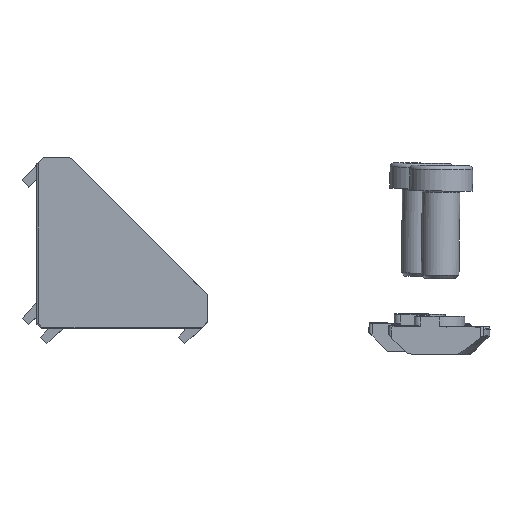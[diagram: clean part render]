
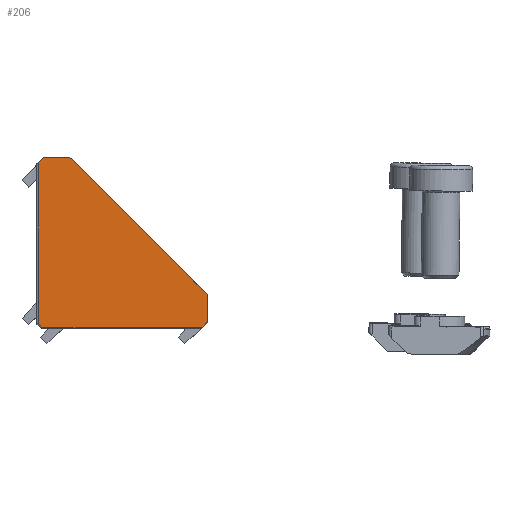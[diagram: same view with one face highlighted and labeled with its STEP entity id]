
A CAD part, top view. The second image highlights one B-rep face of the part: STEP entity #206.
In plain terms, the highlighted face is planar.
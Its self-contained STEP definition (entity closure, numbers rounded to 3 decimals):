
#36 = VECTOR ( 'NONE', #5260, 1000. ) ;
#114 = CARTESIAN_POINT ( 'NONE',  ( -5.62, 26.907, -14. ) ) ;
#206 = ADVANCED_FACE ( 'NONE', ( #3136 ), #1502, .T. ) ;
#376 = EDGE_CURVE ( 'NONE', #2074, #9292, #3957, .T. ) ;
#468 = DIRECTION ( 'NONE',  ( 0., -1., 0.012 ) ) ;
#494 = CARTESIAN_POINT ( 'NONE',  ( -0.198, 0.787, -13.611 ) ) ;
#542 = VERTEX_POINT ( 'NONE', #8482 ) ;
#619 = LINE ( 'NONE', #7114, #2326 ) ;
#623 = CARTESIAN_POINT ( 'NONE',  ( -5.62, 26.907, -14. ) ) ;
#656 = LINE ( 'NONE', #6490, #4796 ) ;
#783 = CARTESIAN_POINT ( 'NONE',  ( -27.2, 4.913, -13.995 ) ) ;
#1028 = CARTESIAN_POINT ( 'NONE',  ( -5.624, 0.198, -13.67 ) ) ;
#1212 = CARTESIAN_POINT ( 'NONE',  ( -26.907, 5.62, -14. ) ) ;
#1229 = VECTOR ( 'NONE', #8964, 1000. ) ;
#1502 = PLANE ( 'NONE',  #4771 ) ;
#1683 = CARTESIAN_POINT ( 'NONE',  ( -0.692, 27.2, -13.943 ) ) ;
#1760 = DIRECTION ( 'NONE',  ( -1., 0., -0.012 ) ) ;
#1935 = CARTESIAN_POINT ( 'NONE',  ( -27.2, 4.913, -13.995 ) ) ;
#1994 = LINE ( 'NONE', #2378, #5674 ) ;
#2074 = VERTEX_POINT ( 'NONE', #4011 ) ;
#2094 = DIRECTION ( 'NONE',  ( -0.707, -0.707, 0. ) ) ;
#2247 = DIRECTION ( 'NONE',  ( 0.012, -0.012, -1. ) ) ;
#2326 = VECTOR ( 'NONE', #468, 1000. ) ;
#2378 = CARTESIAN_POINT ( 'NONE',  ( -0.692, 26.855, -13.939 ) ) ;
#2549 = VERTEX_POINT ( 'NONE', #3639 ) ;
#2782 = LINE ( 'NONE', #1028, #4303 ) ;
#2857 = ORIENTED_EDGE ( 'NONE', *, *, #5303, .T. ) ;
#2887 = DIRECTION ( 'NONE',  ( 0., -1., 0.012 ) ) ;
#2944 = EDGE_CURVE ( 'NONE', #6878, #9261, #9139, .T. ) ;
#3102 = DIRECTION ( 'NONE',  ( -0.707, 0.707, -0.017 ) ) ;
#3136 = FACE_OUTER_BOUND ( 'NONE', #9263, .T. ) ;
#3292 = DIRECTION ( 'NONE',  ( 0.707, -0.707, 0.017 ) ) ;
#3530 = CARTESIAN_POINT ( 'NONE',  ( -4.913, 27.2, -13.995 ) ) ;
#3639 = CARTESIAN_POINT ( 'NONE',  ( -4.913, 27.2, -13.995 ) ) ;
#3769 = EDGE_CURVE ( 'NONE', #2549, #2074, #5794, .T. ) ;
#3858 = ORIENTED_EDGE ( 'NONE', *, *, #4823, .F. ) ;
#3957 = LINE ( 'NONE', #114, #36 ) ;
#4011 = CARTESIAN_POINT ( 'NONE',  ( -5.62, 26.907, -14. ) ) ;
#4111 = CARTESIAN_POINT ( 'NONE',  ( -27.097, 5.43, -14. ) ) ;
#4303 = VECTOR ( 'NONE', #1760, 1000. ) ;
#4648 =( BOUNDED_CURVE ( )  B_SPLINE_CURVE ( 3, ( #1212, #4111, #7043, #1935 ),
 .UNSPECIFIED., .F., .F. ) 
 B_SPLINE_CURVE_WITH_KNOTS ( ( 4, 4 ),
 ( 0., 0.785 ),
 .UNSPECIFIED. ) 
 CURVE ( )  GEOMETRIC_REPRESENTATION_ITEM ( )  RATIONAL_B_SPLINE_CURVE ( ( 1., 0.949, 0.949, 1. ) ) 
 REPRESENTATION_ITEM ( '' )  );
#4702 = ORIENTED_EDGE ( 'NONE', *, *, #8056, .F. ) ;
#4724 = VERTEX_POINT ( 'NONE', #6914 ) ;
#4771 = AXIS2_PLACEMENT_3D ( 'NONE', #5176, #2247, #7368 ) ;
#4796 = VECTOR ( 'NONE', #2094, 1000. ) ;
#4823 = EDGE_CURVE ( 'NONE', #9292, #8309, #4648, .T. ) ;
#4835 = VERTEX_POINT ( 'NONE', #494 ) ;
#4848 = CARTESIAN_POINT ( 'NONE',  ( -27.2, 1.037, -13.947 ) ) ;
#5030 = CARTESIAN_POINT ( 'NONE',  ( -5.43, 27.097, -14. ) ) ;
#5034 = CARTESIAN_POINT ( 'NONE',  ( -26.36, 0.198, -13.926 ) ) ;
#5176 = CARTESIAN_POINT ( 'NONE',  ( -5.62, 26.907, -14. ) ) ;
#5260 = DIRECTION ( 'NONE',  ( -0.707, -0.707, 0. ) ) ;
#5303 = EDGE_CURVE ( 'NONE', #6056, #9261, #2782, .T. ) ;
#5425 = EDGE_CURVE ( 'NONE', #542, #4835, #6735, .T. ) ;
#5674 = VECTOR ( 'NONE', #3102, 1000. ) ;
#5768 = ORIENTED_EDGE ( 'NONE', *, *, #5425, .T. ) ;
#5794 =( BOUNDED_CURVE ( )  B_SPLINE_CURVE ( 3, ( #3530, #7907, #5030, #623 ),
 .UNSPECIFIED., .F., .F. ) 
 B_SPLINE_CURVE_WITH_KNOTS ( ( 4, 4 ),
 ( 5.498, 6.283 ),
 .UNSPECIFIED. ) 
 CURVE ( )  GEOMETRIC_REPRESENTATION_ITEM ( )  RATIONAL_B_SPLINE_CURVE ( ( 1., 0.949, 0.949, 1. ) ) 
 REPRESENTATION_ITEM ( '' )  );
#5839 = ORIENTED_EDGE ( 'NONE', *, *, #8965, .F. ) ;
#6056 = VERTEX_POINT ( 'NONE', #9402 ) ;
#6216 = CARTESIAN_POINT ( 'NONE',  ( -26.855, 0.692, -13.939 ) ) ;
#6490 = CARTESIAN_POINT ( 'NONE',  ( 10.151, 11.136, -13.611 ) ) ;
#6520 = CARTESIAN_POINT ( 'NONE',  ( -26.907, 5.62, -14. ) ) ;
#6524 = CARTESIAN_POINT ( 'NONE',  ( -0.198, 26.908, -13.933 ) ) ;
#6548 = ORIENTED_EDGE ( 'NONE', *, *, #376, .F. ) ;
#6735 = LINE ( 'NONE', #6524, #8438 ) ;
#6878 = VERTEX_POINT ( 'NONE', #4848 ) ;
#6914 = CARTESIAN_POINT ( 'NONE',  ( -1.037, 27.2, -13.947 ) ) ;
#7043 = CARTESIAN_POINT ( 'NONE',  ( -27.2, 5.181, -13.998 ) ) ;
#7114 = CARTESIAN_POINT ( 'NONE',  ( -27.2, 4.567, -13.991 ) ) ;
#7121 = ORIENTED_EDGE ( 'NONE', *, *, #3769, .F. ) ;
#7229 = VECTOR ( 'NONE', #3292, 1000. ) ;
#7368 = DIRECTION ( 'NONE',  ( -1., 0., -0.012 ) ) ;
#7385 = EDGE_CURVE ( 'NONE', #542, #4724, #1994, .T. ) ;
#7453 = ORIENTED_EDGE ( 'NONE', *, *, #9267, .T. ) ;
#7907 = CARTESIAN_POINT ( 'NONE',  ( -5.181, 27.2, -13.998 ) ) ;
#7943 = ORIENTED_EDGE ( 'NONE', *, *, #7385, .F. ) ;
#7994 = ORIENTED_EDGE ( 'NONE', *, *, #2944, .F. ) ;
#8056 = EDGE_CURVE ( 'NONE', #8309, #6878, #619, .T. ) ;
#8309 = VERTEX_POINT ( 'NONE', #783 ) ;
#8438 = VECTOR ( 'NONE', #2887, 1000. ) ;
#8482 = CARTESIAN_POINT ( 'NONE',  ( -0.198, 26.36, -13.926 ) ) ;
#8964 = DIRECTION ( 'NONE',  ( -1., 0., -0.012 ) ) ;
#8965 = EDGE_CURVE ( 'NONE', #4724, #2549, #9456, .T. ) ;
#9139 = LINE ( 'NONE', #6216, #7229 ) ;
#9261 = VERTEX_POINT ( 'NONE', #5034 ) ;
#9263 = EDGE_LOOP ( 'NONE', ( #7453, #2857, #7994, #4702, #3858, #6548, #7121, #5839, #7943, #5768 ) ) ;
#9267 = EDGE_CURVE ( 'NONE', #4835, #6056, #656, .T. ) ;
#9292 = VERTEX_POINT ( 'NONE', #6520 ) ;
#9402 = CARTESIAN_POINT ( 'NONE',  ( -0.787, 0.198, -13.611 ) ) ;
#9456 = LINE ( 'NONE', #1683, #1229 ) ;
